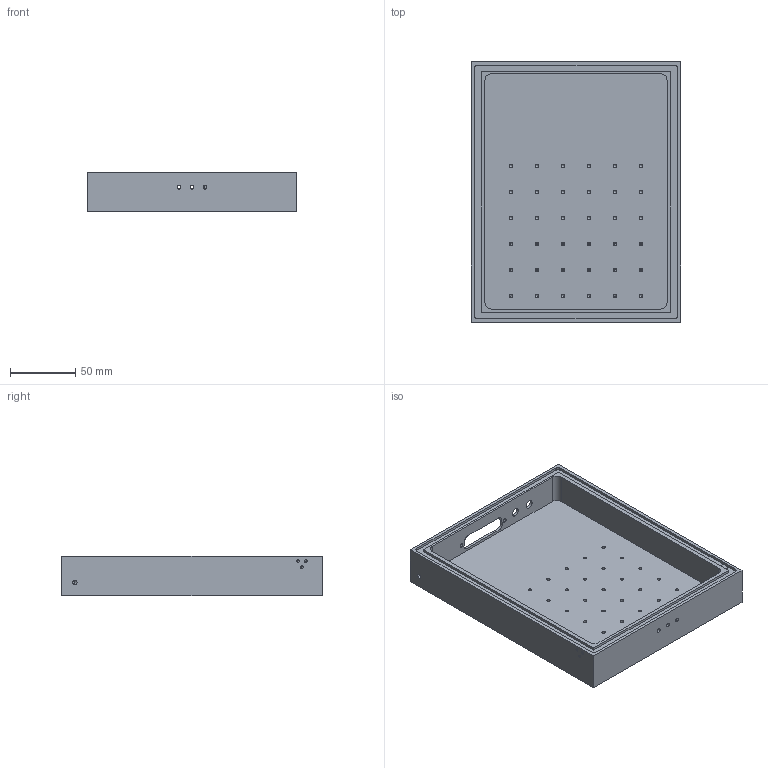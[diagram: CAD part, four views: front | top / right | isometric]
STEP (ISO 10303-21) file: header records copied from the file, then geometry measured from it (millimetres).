
FILE_DESCRIPTION (( 'STEP AP214' ), '1' );
FILE_NAME ('MEC0100-01.STEP', '2018-08-27T14:49:56', ( '' ), ( '' ), 'SwSTEP 2.0', 'SolidWorks 2017', '' );
FILE_SCHEMA (( 'AUTOMOTIVE_DESIGN' ));
Length unit declared in the file: millimetre
Products named in the file (1): MEC0100-01
Bounding box: 161 x 200 x 30 mm (x, y, z)
Volume: 357467.5 mm3; surface area: 104998.9 mm2
Topology: 1 solids, 1 shells, 249 faces, 636 edges, 344 vertices
Faces by surface type: cylinder 124, cone 96, plane 29
Entity records: 7940 total; most frequent: DIRECTION 1288, CARTESIAN_POINT 1134, ORIENTED_EDGE 1080, EDGE_CURVE 540, AXIS2_PLACEMENT_3D 498, VERTEX_POINT 344, EDGE_LOOP 316, VECTOR 292
